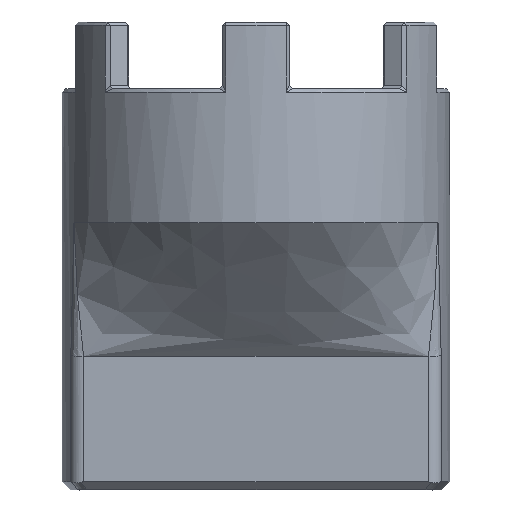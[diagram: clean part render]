
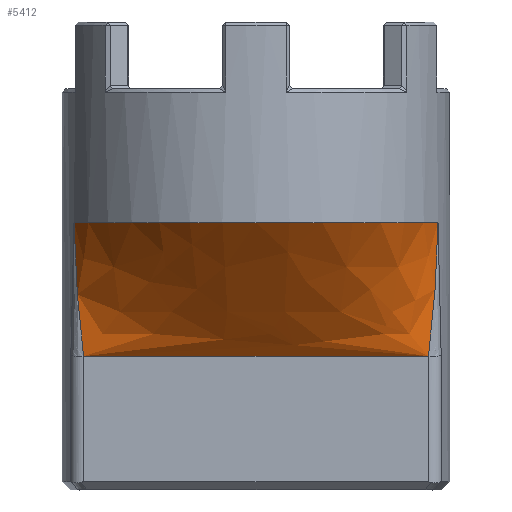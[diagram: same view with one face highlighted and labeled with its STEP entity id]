
A CAD part, front view. The second image highlights one B-rep face of the part: STEP entity #5412.
In plain terms, the highlighted free-form (B-spline) face has degree [3, 3] with [8, 4] control points.
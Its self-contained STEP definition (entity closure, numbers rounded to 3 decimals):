
#117=B_SPLINE_SURFACE_WITH_KNOTS('',3,3,((#8342,#8343,#8344,#8345),(#8346,
#8347,#8348,#8349),(#8350,#8351,#8352,#8353),(#8354,#8355,#8356,#8357),
(#8358,#8359,#8360,#8361),(#8362,#8363,#8364,#8365),(#8366,#8367,#8368,
#8369),(#8370,#8371,#8372,#8373)),.UNSPECIFIED.,.F.,.F.,.F.,(4,1,1,1,1,
4),(4,4),(0.,0.143,0.286,0.571,0.857,
1.),(0.,1.),.UNSPECIFIED.);
#328=B_SPLINE_CURVE_WITH_KNOTS('',3,(#8333,#8334,#8335,#8336,#8337,#8338,
#8339,#8340),.UNSPECIFIED.,.F.,.F.,(4,2,1,1,4),(-0.994,-0.993,
-0.594,-0.395,0.),
 .UNSPECIFIED.);
#329=B_SPLINE_CURVE_WITH_KNOTS('',3,(#8375,#8376,#8377,#8378,#8379,#8380,
#8381,#8382),.UNSPECIFIED.,.F.,.F.,(4,1,1,2,4),(-0.993,-0.598,
-0.399,0.,0.001),.UNSPECIFIED.);
#481=FACE_OUTER_BOUND('',#828,.T.);
#828=EDGE_LOOP('',(#3766,#3767,#3768,#3769));
#1232=LINE('',#8383,#1713);
#1713=VECTOR('',#6179,10.);
#2138=CIRCLE('',#5768,14.5);
#2363=VERTEX_POINT('',#8174);
#2364=VERTEX_POINT('',#8183);
#2371=VERTEX_POINT('',#8332);
#2372=VERTEX_POINT('',#8374);
#2884=EDGE_CURVE('',#2364,#2363,#2138,.T.);
#2896=EDGE_CURVE('',#2364,#2371,#328,.T.);
#2898=EDGE_CURVE('',#2372,#2363,#329,.T.);
#2899=EDGE_CURVE('',#2371,#2372,#1232,.T.);
#3766=ORIENTED_EDGE('',*,*,#2896,.F.);
#3767=ORIENTED_EDGE('',*,*,#2884,.T.);
#3768=ORIENTED_EDGE('',*,*,#2898,.F.);
#3769=ORIENTED_EDGE('',*,*,#2899,.F.);
#5412=ADVANCED_FACE('',(#481),#117,.F.);
#5768=AXIS2_PLACEMENT_3D('',#8184,#6166,#6167);
#6166=DIRECTION('center_axis',(0.,0.,-1.));
#6167=DIRECTION('ref_axis',(1.,0.,0.));
#6179=DIRECTION('',(-1.,0.,0.));
#8174=CARTESIAN_POINT('',(-13.611,95.,-20.));
#8183=CARTESIAN_POINT('',(13.611,95.,-20.));
#8184=CARTESIAN_POINT('Origin',(0.,100.,-20.));
#8332=CARTESIAN_POINT('',(12.893,95.,-30.));
#8333=CARTESIAN_POINT('Ctrl Pts',(13.611,95.,-20.));
#8334=CARTESIAN_POINT('Ctrl Pts',(13.611,95.,-20.003));
#8335=CARTESIAN_POINT('Ctrl Pts',(13.611,95.,-20.006));
#8336=CARTESIAN_POINT('Ctrl Pts',(13.593,94.951,-21.342));
#8337=CARTESIAN_POINT('Ctrl Pts',(13.537,94.854,-23.346));
#8338=CARTESIAN_POINT('Ctrl Pts',(13.249,94.777,-26.694));
#8339=CARTESIAN_POINT('Ctrl Pts',(13.013,94.887,-28.687));
#8340=CARTESIAN_POINT('Ctrl Pts',(12.893,95.,-30.));
#8342=CARTESIAN_POINT('Ctrl Pts',(13.611,95.,-30.));
#8343=CARTESIAN_POINT('Ctrl Pts',(13.611,95.,-26.667));
#8344=CARTESIAN_POINT('Ctrl Pts',(13.611,95.,-23.333));
#8345=CARTESIAN_POINT('Ctrl Pts',(13.611,95.,-20.));
#8346=CARTESIAN_POINT('Ctrl Pts',(12.314,95.,-30.));
#8347=CARTESIAN_POINT('Ctrl Pts',(12.554,94.471,-26.667));
#8348=CARTESIAN_POINT('Ctrl Pts',(12.79,93.949,-23.333));
#8349=CARTESIAN_POINT('Ctrl Pts',(13.03,93.42,-20.));
#8350=CARTESIAN_POINT('Ctrl Pts',(9.722,95.,-30.));
#8351=CARTESIAN_POINT('Ctrl Pts',(10.251,93.492,-26.667));
#8352=CARTESIAN_POINT('Ctrl Pts',(10.78,91.982,-23.333));
#8353=CARTESIAN_POINT('Ctrl Pts',(11.309,90.474,-20.));
#8354=CARTESIAN_POINT('Ctrl Pts',(4.537,95.,-30.));
#8355=CARTESIAN_POINT('Ctrl Pts',(5.052,92.02,-26.667));
#8356=CARTESIAN_POINT('Ctrl Pts',(5.565,89.043,-23.333));
#8357=CARTESIAN_POINT('Ctrl Pts',(6.08,86.063,-20.));
#8358=CARTESIAN_POINT('Ctrl Pts',(-1.944,95.,-30.));
#8359=CARTESIAN_POINT('Ctrl Pts',(-2.204,91.505,-26.667));
#8360=CARTESIAN_POINT('Ctrl Pts',(-2.465,88.005,-23.333));
#8361=CARTESIAN_POINT('Ctrl Pts',(-2.725,84.51,-20.));
#8362=CARTESIAN_POINT('Ctrl Pts',(-8.426,95.,-30.));
#8363=CARTESIAN_POINT('Ctrl Pts',(-9.109,92.99,-26.667));
#8364=CARTESIAN_POINT('Ctrl Pts',(-9.788,90.983,-23.333));
#8365=CARTESIAN_POINT('Ctrl Pts',(-10.471,88.973,-20.));
#8366=CARTESIAN_POINT('Ctrl Pts',(-12.314,95.,-30.));
#8367=CARTESIAN_POINT('Ctrl Pts',(-12.551,94.475,-26.667));
#8368=CARTESIAN_POINT('Ctrl Pts',(-12.794,93.945,-23.333));
#8369=CARTESIAN_POINT('Ctrl Pts',(-13.03,93.42,-20.));
#8370=CARTESIAN_POINT('Ctrl Pts',(-13.611,95.,-30.));
#8371=CARTESIAN_POINT('Ctrl Pts',(-13.611,95.,-26.667));
#8372=CARTESIAN_POINT('Ctrl Pts',(-13.611,95.,-23.333));
#8373=CARTESIAN_POINT('Ctrl Pts',(-13.611,95.,-20.));
#8374=CARTESIAN_POINT('',(-12.893,95.,-30.));
#8375=CARTESIAN_POINT('Ctrl Pts',(-12.893,95.,-30.));
#8376=CARTESIAN_POINT('Ctrl Pts',(-13.013,94.887,-28.687));
#8377=CARTESIAN_POINT('Ctrl Pts',(-13.249,94.777,-26.694));
#8378=CARTESIAN_POINT('Ctrl Pts',(-13.537,94.854,-23.346));
#8379=CARTESIAN_POINT('Ctrl Pts',(-13.593,94.951,-21.342));
#8380=CARTESIAN_POINT('Ctrl Pts',(-13.611,95.,-20.006));
#8381=CARTESIAN_POINT('Ctrl Pts',(-13.611,95.,-20.003));
#8382=CARTESIAN_POINT('Ctrl Pts',(-13.611,95.,-20.));
#8383=CARTESIAN_POINT('',(15.,95.,-30.));
